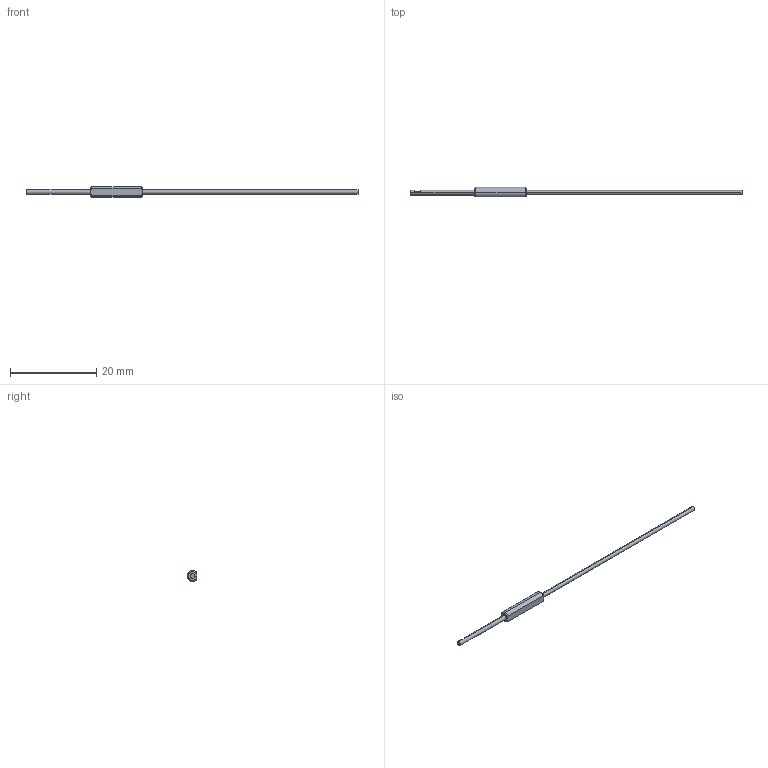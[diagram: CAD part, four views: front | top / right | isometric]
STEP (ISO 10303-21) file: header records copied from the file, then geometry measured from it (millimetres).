
FILE_DESCRIPTION (( 'STEP AP214' ), '1' );
FILE_NAME ('GPF-T007-SE.STEP', '2017-11-17T13:51:11', ( '' ), ( '' ), 'SwSTEP 2.0', 'SolidWorks 2018', '' );
FILE_SCHEMA (( 'AUTOMOTIVE_DESIGN' ));
Length unit declared in the file: millimetre
Products named in the file (5): GPF-T007-SE_STAINLESS TUBE; GPF-T007-SE_LENS; GPF-T007-SE_HEAD; GPF-T007-SE_FIBER; GPF-T007-SE
Assembly tree (4 placements, depth 2):
  GPF-T007-SE
    GPF-T007-SE_HEAD
    GPF-T007-SE_FIBER
    GPF-T007-SE_LENS
    GPF-T007-SE_STAINLESS TUBE
Bounding box: 77 x 2.2 x 2.5 mm (x, y, z)
Volume: 107.5 mm3; surface area: 313.2 mm2
Topology: 4 solids, 4 shells, 34 faces, 67 edges, 41 vertices
Faces by surface type: plane 16, cylinder 12, cone 6
Entity records: 1077 total; most frequent: CARTESIAN_POINT 171, DIRECTION 171, ORIENTED_EDGE 134, AXIS2_PLACEMENT_3D 69, EDGE_CURVE 67, VERTEX_POINT 41, EDGE_LOOP 34, ADVANCED_FACE 34
